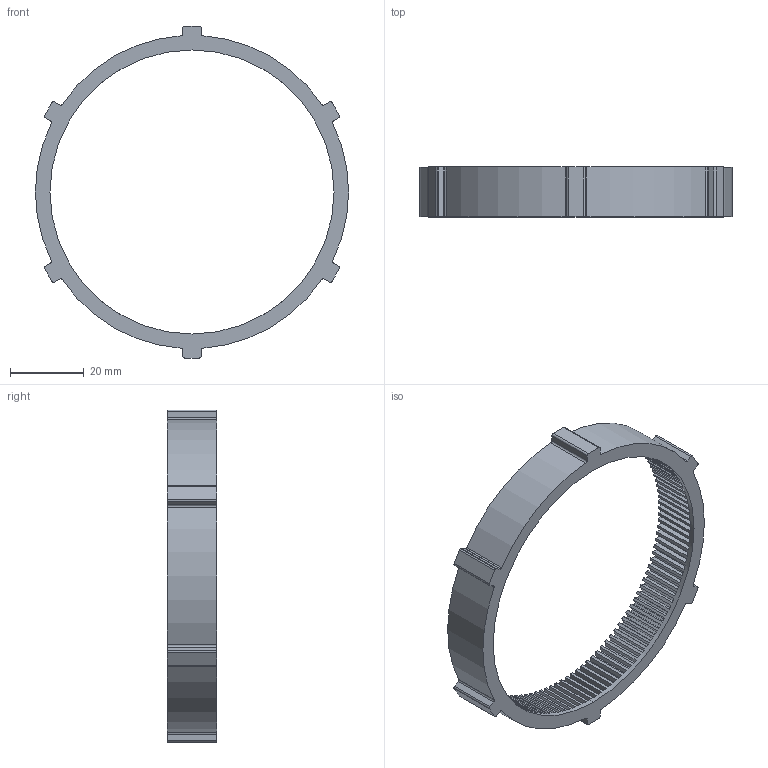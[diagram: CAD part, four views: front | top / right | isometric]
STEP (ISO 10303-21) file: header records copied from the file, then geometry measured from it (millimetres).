
FILE_DESCRIPTION (( 'STEP AP203' ), '1' );
FILE_NAME ('Circular_Spline.STEP', '2018-09-13T21:49:57', ( '' ), ( '' ), 'SwSTEP 2.0', 'SolidWorks 2017', '' );
FILE_SCHEMA (( 'CONFIG_CONTROL_DESIGN' ));
Length unit declared in the file: millimetre
Products named in the file (1): Circular_Spline
Bounding box: 84.9 x 13.5 x 90 mm (x, y, z)
Volume: 12481.7 mm3; surface area: 13087.3 mm2
Topology: 1 solids, 1 shells, 544 faces, 1626 edges, 1084 vertices
Faces by surface type: plane 508, cylinder 36
Entity records: 18307 total; most frequent: CARTESIAN_POINT 3627, ORIENTED_EDGE 3252, DIRECTION 2784, EDGE_CURVE 1626, LINE 1310, VECTOR 1310, VERTEX_POINT 1084, AXIS2_PLACEMENT_3D 737
